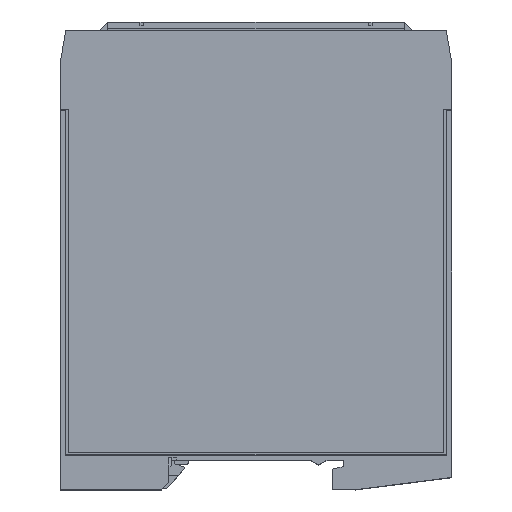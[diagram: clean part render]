
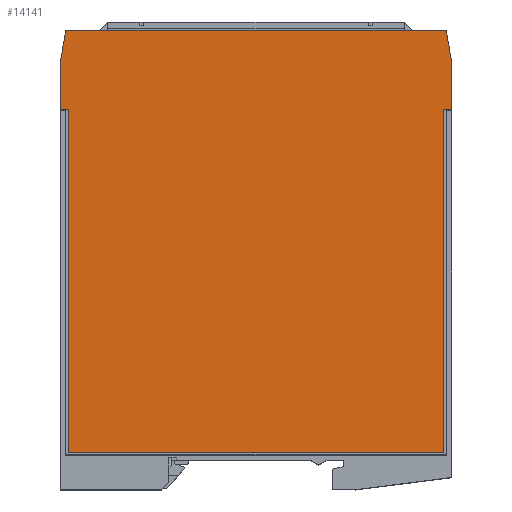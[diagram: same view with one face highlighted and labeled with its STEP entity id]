
A CAD part, top view. The second image highlights one B-rep face of the part: STEP entity #14141.
In plain terms, the highlighted planar face has unit normal (0, 0, 1).
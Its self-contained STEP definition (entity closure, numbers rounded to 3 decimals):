
#14141=ADVANCED_FACE('',(#29152),#29154,.F.);
#29152=FACE_BOUND('',#29153,.T.);
#29153=EDGE_LOOP('',(#47841,#47842,#47843,#47844,#47845,#47846,#47847,#47848,#47849,
#47850));
#29154=PLANE('',#29155);
#29155=AXIS2_PLACEMENT_3D('',#29156,#29157,#29158);
#29156=CARTESIAN_POINT('',(2.276,-48.86,62.432));
#29157=DIRECTION('',(0.,0.,-1.));
#29158=DIRECTION('',(0.,-1.,0.));
#47841=ORIENTED_EDGE('',*,*,#60889,.F.);
#47842=ORIENTED_EDGE('',*,*,#60891,.T.);
#47843=ORIENTED_EDGE('',*,*,#59533,.F.);
#47844=ORIENTED_EDGE('',*,*,#60892,.T.);
#47845=ORIENTED_EDGE('',*,*,#60893,.T.);
#47846=ORIENTED_EDGE('',*,*,#60894,.F.);
#47847=ORIENTED_EDGE('',*,*,#59529,.T.);
#47848=ORIENTED_EDGE('',*,*,#60895,.F.);
#47849=ORIENTED_EDGE('',*,*,#60896,.T.);
#47850=ORIENTED_EDGE('',*,*,#59269,.T.);
#59269=EDGE_CURVE('',#71469,#71467,#71470,.T.);
#59529=EDGE_CURVE('',#71875,#71873,#71876,.T.);
#59533=EDGE_CURVE('',#71882,#71883,#71884,.T.);
#60889=EDGE_CURVE('',#73959,#71467,#73960,.T.);
#60891=EDGE_CURVE('',#73959,#71883,#73962,.T.);
#60892=EDGE_CURVE('',#71882,#73963,#73964,.T.);
#60893=EDGE_CURVE('',#73963,#73965,#73966,.T.);
#60894=EDGE_CURVE('',#71875,#73965,#73967,.T.);
#60895=EDGE_CURVE('',#73968,#71873,#73969,.T.);
#60896=EDGE_CURVE('',#73968,#71469,#73970,.T.);
#71467=VERTEX_POINT('',#90379);
#71469=VERTEX_POINT('',#90383);
#71470=LINE('',#90384,#90385);
#71873=VERTEX_POINT('',#91315);
#71875=VERTEX_POINT('',#91319);
#71876=LINE('',#91320,#91321);
#71882=VERTEX_POINT('',#91334);
#71883=VERTEX_POINT('',#91335);
#71884=LINE('',#91336,#91337);
#73959=VERTEX_POINT('',#96223);
#73960=LINE('',#96224,#96225);
#73962=LINE('',#96230,#96231);
#73963=VERTEX_POINT('',#96233);
#73964=LINE('',#96234,#96235);
#73965=VERTEX_POINT('',#96237);
#73966=LINE('',#96238,#96239);
#73967=LINE('',#96241,#96242);
#73968=VERTEX_POINT('',#96244);
#73969=LINE('',#96245,#96246);
#73970=LINE('',#96248,#96249);
#90379=CARTESIAN_POINT('',(-75.56,37.74,62.432));
#90383=CARTESIAN_POINT('',(2.112,37.74,62.432));
#90384=CARTESIAN_POINT('',(2.112,37.74,62.432));
#90385=VECTOR('',#90386,1.);
#90386=DIRECTION('',(-1.,0.,0.));
#91315=CARTESIAN_POINT('',(3.276,21.74,62.432));
#91319=CARTESIAN_POINT('',(1.576,21.74,62.432));
#91320=CARTESIAN_POINT('',(1.576,21.74,62.432));
#91321=VECTOR('',#91322,1.);
#91322=DIRECTION('',(1.,0.,0.));
#91334=CARTESIAN_POINT('',(-75.024,21.74,62.432));
#91335=CARTESIAN_POINT('',(-76.724,21.74,62.432));
#91336=CARTESIAN_POINT('',(-75.024,21.74,62.432));
#91337=VECTOR('',#91338,1.);
#91338=DIRECTION('',(-1.,0.,0.));
#96223=CARTESIAN_POINT('',(-76.724,31.14,62.432));
#96224=CARTESIAN_POINT('',(-76.724,31.14,62.432));
#96225=VECTOR('',#96226,1.);
#96226=DIRECTION('',(0.174,0.985,0.));
#96230=CARTESIAN_POINT('',(-76.724,31.14,62.432));
#96231=VECTOR('',#96232,1.);
#96232=DIRECTION('',(0.,-1.,0.));
#96233=CARTESIAN_POINT('',(-75.024,-48.36,62.432));
#96234=CARTESIAN_POINT('',(-75.024,21.74,62.432));
#96235=VECTOR('',#96236,1.);
#96236=DIRECTION('',(0.,-1.,0.));
#96237=CARTESIAN_POINT('',(1.576,-48.36,62.432));
#96238=CARTESIAN_POINT('',(-75.024,-48.36,62.432));
#96239=VECTOR('',#96240,1.);
#96240=DIRECTION('',(1.,0.,0.));
#96241=CARTESIAN_POINT('',(1.576,21.74,62.432));
#96242=VECTOR('',#96243,1.);
#96243=DIRECTION('',(0.,-1.,0.));
#96244=CARTESIAN_POINT('',(3.276,31.14,62.432));
#96245=CARTESIAN_POINT('',(3.276,31.14,62.432));
#96246=VECTOR('',#96247,1.);
#96247=DIRECTION('',(0.,-1.,0.));
#96248=CARTESIAN_POINT('',(3.276,31.14,62.432));
#96249=VECTOR('',#96250,1.);
#96250=DIRECTION('',(-0.174,0.985,0.));
